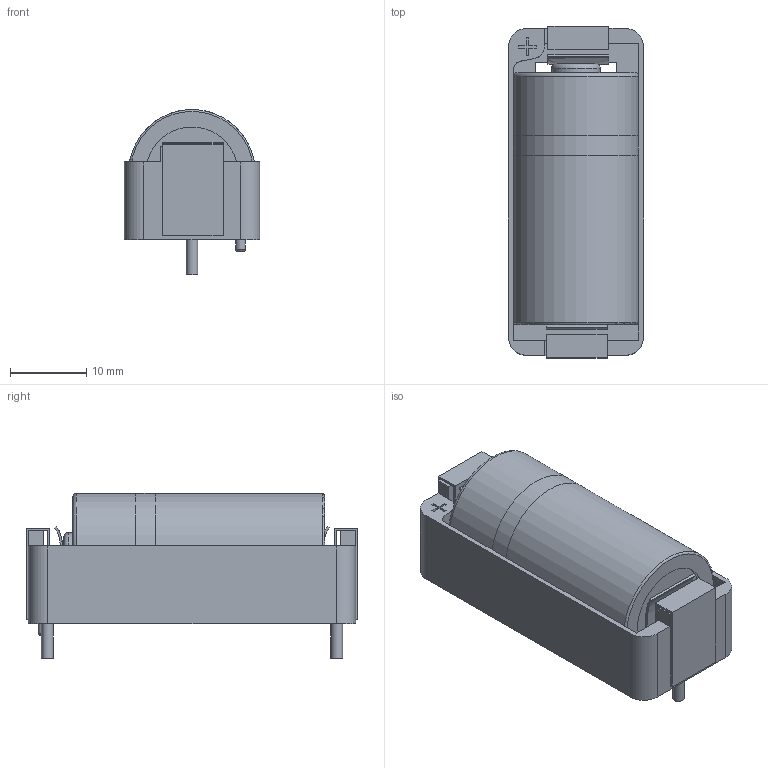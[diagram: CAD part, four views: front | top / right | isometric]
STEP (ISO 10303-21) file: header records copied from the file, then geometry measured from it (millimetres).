
FILE_DESCRIPTION(('FreeCAD Model'),'2;1');
FILE_NAME('cr123_holder.step','2016-10-12T15:54:43',( 'Author'),(''),'Open CASCADE STEP processor 6.8','FreeCAD','Unknown' );
FILE_SCHEMA(('AUTOMOTIVE_DESIGN_CC2 { 1 2 10303 214 -1 1 5 4 }'));
Length unit declared in the file: millimetre
Products named in the file (2): ASSEMBLY; cr123_holder
Assembly tree (1 placements, depth 2):
  ASSEMBLY
    cr123_holder
Bounding box: 17.78 x 43.53 x 21.65 mm (x, y, z)
Volume: 9240.6 mm3; surface area: 5696.3 mm2
Topology: 1 solids, 1 shells, 101 faces, 290 edges, 192 vertices
Faces by surface type: plane 69, cylinder 16, torus 9, bspline 7
Full cylindrical faces by diameter (mm): 1.27 x1, 1.524 x2, 6.35 x1, 12.065 x2
Entity records: 18624 total; most frequent: CARTESIAN_POINT 12456, DIRECTION 886, LINE 582, VECTOR 582, ORIENTED_EDGE 580, PCURVE 580, DEFINITIONAL_REPRESENTATION 580, EDGE_CURVE 290
